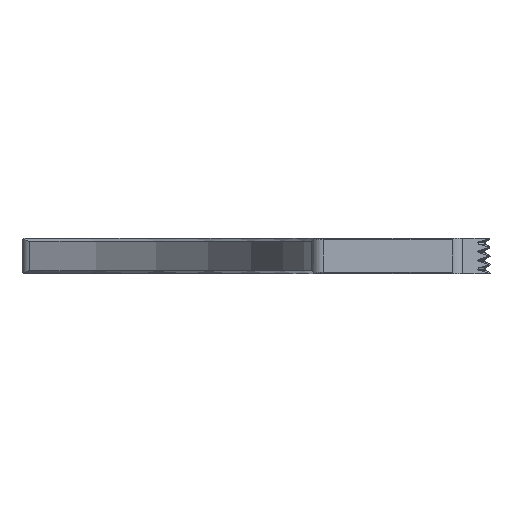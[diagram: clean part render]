
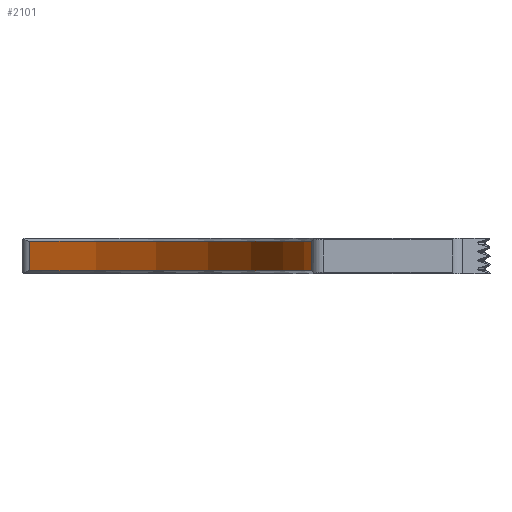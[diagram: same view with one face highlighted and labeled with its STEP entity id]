
A CAD part, front view. The second image highlights one B-rep face of the part: STEP entity #2101.
In plain terms, the highlighted cylindrical face has radius 112.5 mm (diameter 225 mm), a partial arc.
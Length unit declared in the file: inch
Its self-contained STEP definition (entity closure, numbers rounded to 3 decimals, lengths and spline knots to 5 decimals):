
#36 = EDGE_LOOP ( 'NONE', ( #1387, #1734, #771, #2135 ) ) ;
#46 = LINE ( 'NONE', #210, #713 ) ;
#68 = DIRECTION ( 'NONE',  ( 0., 0., 1. ) ) ;
#207 = AXIS2_PLACEMENT_3D ( 'NONE', #515, #1074, #869 ) ;
#210 = CARTESIAN_POINT ( 'NONE',  ( 4.42747, 0.12157, -0.3745 ) ) ;
#270 = CARTESIAN_POINT ( 'NONE',  ( 4.42747, 0.12157, -0.031 ) ) ;
#385 = VERTEX_POINT ( 'NONE', #270 ) ;
#422 = CARTESIAN_POINT ( 'NONE',  ( 1.46191, 4.18091, -0.3745 ) ) ;
#444 = CARTESIAN_POINT ( 'NONE',  ( 0., 0., -0.031 ) ) ;
#447 = CARTESIAN_POINT ( 'NONE',  ( 0., 0., -0.3435 ) ) ;
#515 = CARTESIAN_POINT ( 'NONE',  ( 0., 0., -0.3745 ) ) ;
#538 = CARTESIAN_POINT ( 'NONE',  ( 1.46191, 4.18091, -0.3435 ) ) ;
#713 = VECTOR ( 'NONE', #1494, 39.37008 ) ;
#771 = ORIENTED_EDGE ( 'NONE', *, *, #1565, .T. ) ;
#821 = DIRECTION ( 'NONE',  ( 1., 0., 0. ) ) ;
#823 = VERTEX_POINT ( 'NONE', #538 ) ;
#869 = DIRECTION ( 'NONE',  ( 1., 0., 0. ) ) ;
#1074 = DIRECTION ( 'NONE',  ( 0., 0., 1. ) ) ;
#1209 = DIRECTION ( 'NONE',  ( 0., 0., -1. ) ) ;
#1387 = ORIENTED_EDGE ( 'NONE', *, *, #2016, .T. ) ;
#1393 = AXIS2_PLACEMENT_3D ( 'NONE', #444, #68, #821 ) ;
#1485 = EDGE_CURVE ( 'NONE', #1533, #385, #46, .T. ) ;
#1494 = DIRECTION ( 'NONE',  ( 0., 0., 1. ) ) ;
#1500 = AXIS2_PLACEMENT_3D ( 'NONE', #447, #1209, #2330 ) ;
#1533 = VERTEX_POINT ( 'NONE', #1584 ) ;
#1565 = EDGE_CURVE ( 'NONE', #823, #1533, #1700, .T. ) ;
#1575 = VECTOR ( 'NONE', #1900, 39.37008 ) ;
#1584 = CARTESIAN_POINT ( 'NONE',  ( 4.42747, 0.12157, -0.3435 ) ) ;
#1700 = CIRCLE ( 'NONE', #1500, 4.42913 ) ;
#1734 = ORIENTED_EDGE ( 'NONE', *, *, #2192, .T. ) ;
#1816 = FACE_OUTER_BOUND ( 'NONE', #36, .T. ) ;
#1900 = DIRECTION ( 'NONE',  ( 0., 0., -1. ) ) ;
#2016 = EDGE_CURVE ( 'NONE', #385, #2401, #2229, .T. ) ;
#2101 = ADVANCED_FACE ( 'NONE', ( #1816 ), #2215, .F. ) ;
#2135 = ORIENTED_EDGE ( 'NONE', *, *, #1485, .T. ) ;
#2146 = CARTESIAN_POINT ( 'NONE',  ( 1.46191, 4.18091, -0.031 ) ) ;
#2191 = LINE ( 'NONE', #422, #1575 ) ;
#2192 = EDGE_CURVE ( 'NONE', #2401, #823, #2191, .T. ) ;
#2215 = CYLINDRICAL_SURFACE ( 'NONE', #207, 4.42913 ) ;
#2229 = CIRCLE ( 'NONE', #1393, 4.42913 ) ;
#2330 = DIRECTION ( 'NONE',  ( 1., 0., 0. ) ) ;
#2401 = VERTEX_POINT ( 'NONE', #2146 ) ;
